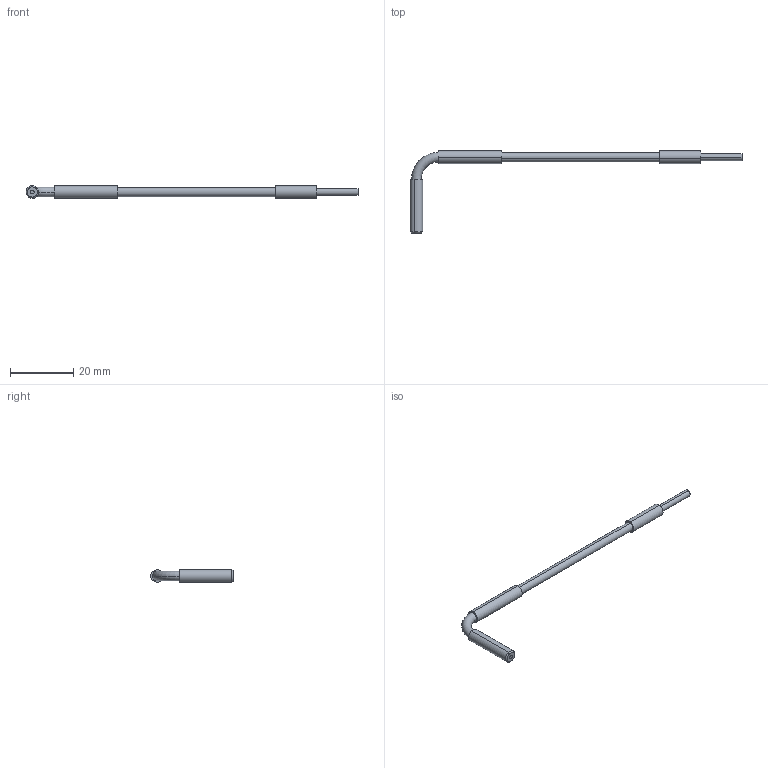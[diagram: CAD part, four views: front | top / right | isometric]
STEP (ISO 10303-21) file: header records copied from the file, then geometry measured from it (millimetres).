
FILE_DESCRIPTION (( 'STEP AP214' ), '1' );
FILE_NAME ('GPF-T014-SM250-2.0L.STEP', '2017-11-17T14:46:10', ( '' ), ( '' ), 'SwSTEP 2.0', 'SolidWorks 2018', '' );
FILE_SCHEMA (( 'AUTOMOTIVE_DESIGN' ));
Length unit declared in the file: millimetre
Products named in the file (5): GPF-T014-SM250-2.0L_LENS; GPF-T014-SM250-2.0L_FIBER; GPF-T014-SM250-2.0L_GLASS FIBER1; GPF-T014-SM250-2.0L_HEAD2; GPF-T014-SM250-2.0L
Assembly tree (4 placements, depth 2):
  GPF-T014-SM250-2.0L
    GPF-T014-SM250-2.0L_HEAD2
    GPF-T014-SM250-2.0L_GLASS FIBER1
    GPF-T014-SM250-2.0L_LENS
    GPF-T014-SM250-2.0L_FIBER
Bounding box: 105 x 26 x 4 mm (x, y, z)
Volume: 1084.8 mm3; surface area: 1352.2 mm2
Topology: 4 solids, 4 shells, 30 faces, 52 edges, 34 vertices
Faces by surface type: cylinder 14, plane 12, cone 2, torus 2
Entity records: 934 total; most frequent: DIRECTION 162, CARTESIAN_POINT 123, ORIENTED_EDGE 104, AXIS2_PLACEMENT_3D 73, EDGE_CURVE 52, CIRCLE 36, VERTEX_POINT 34, EDGE_LOOP 34
